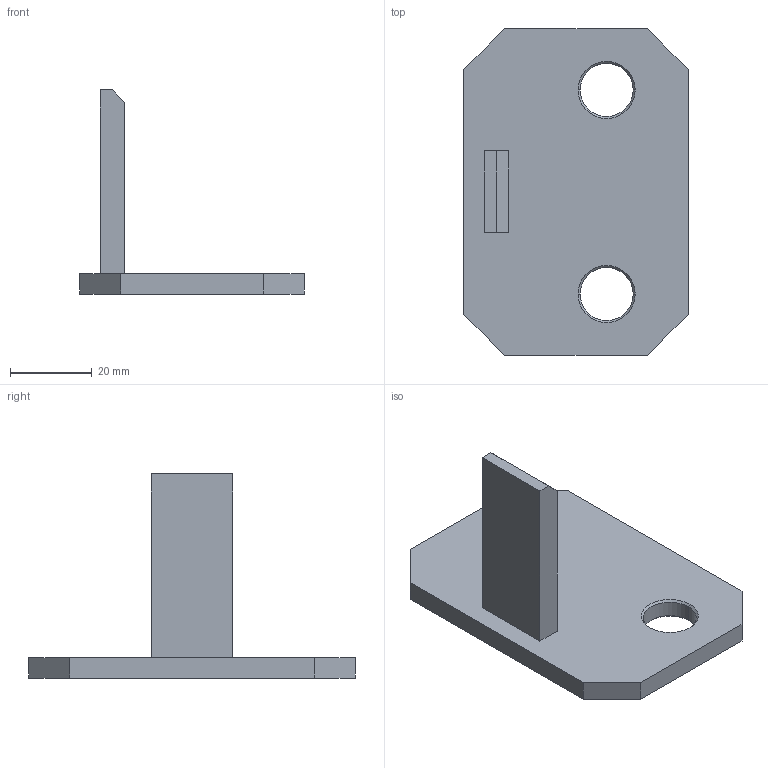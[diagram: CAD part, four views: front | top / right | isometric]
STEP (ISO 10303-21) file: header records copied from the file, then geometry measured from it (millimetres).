
FILE_DESCRIPTION (( 'STEP AP203' ), '1' );
FILE_NAME ('1648.STEP', '2016-03-21T12:53:45', ( '' ), ( '' ), 'SwSTEP 2.0', 'SolidWorks 2015', '' );
FILE_SCHEMA (( 'CONFIG_CONTROL_DESIGN' ));
Length unit declared in the file: millimetre
Products named in the file (1): 1648
Bounding box: 55 x 80 x 50 mm (x, y, z)
Volume: 24961.3 mm3; surface area: 11766.5 mm2
Topology: 1 solids, 1 shells, 197 faces, 517 edges, 342 vertices
Faces by surface type: plane 111, bspline 74, cone 8, cylinder 4
Entity records: 9768 total; most frequent: CARTESIAN_POINT 5315, ORIENTED_EDGE 1034, DIRECTION 633, EDGE_CURVE 517, VECTOR 353, LINE 353, VERTEX_POINT 342, EDGE_LOOP 221
